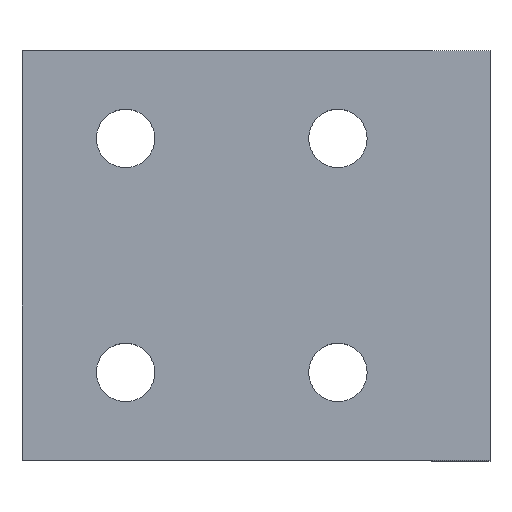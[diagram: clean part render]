
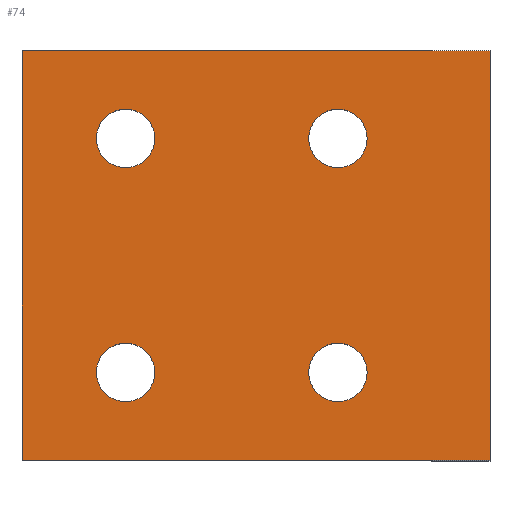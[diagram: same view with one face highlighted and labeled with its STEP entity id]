
A CAD part, top view. The second image highlights one B-rep face of the part: STEP entity #74.
In plain terms, the highlighted planar face has unit normal (0, 0, 1).
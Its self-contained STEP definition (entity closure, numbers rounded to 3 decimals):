
#4 = DIRECTION ( 'NONE',  ( 0., 0., -1. ) ) ;
#13 = CIRCLE ( 'NONE', #307, 2.5 ) ;
#23 = VERTEX_POINT ( 'NONE', #293 ) ;
#26 = ORIENTED_EDGE ( 'NONE', *, *, #1076, .F. ) ;
#39 = ORIENTED_EDGE ( 'NONE', *, *, #843, .T. ) ;
#61 = VERTEX_POINT ( 'NONE', #311 ) ;
#66 = EDGE_CURVE ( 'NONE', #990, #61, #481, .T. ) ;
#68 = VERTEX_POINT ( 'NONE', #549 ) ;
#71 = EDGE_LOOP ( 'NONE', ( #211, #929 ) ) ;
#74 = ADVANCED_FACE ( 'NONE', ( #651, #209, #635, #1113, #260 ), #516, .F. ) ;
#80 = VERTEX_POINT ( 'NONE', #1013 ) ;
#90 = EDGE_CURVE ( 'NONE', #80, #992, #654, .T. ) ;
#91 = CARTESIAN_POINT ( 'NONE',  ( 8.851, 7.5, 0. ) ) ;
#117 = DIRECTION ( 'NONE',  ( 0., 0., -1. ) ) ;
#125 = EDGE_CURVE ( 'NONE', #473, #541, #913, .T. ) ;
#126 = CARTESIAN_POINT ( 'NONE',  ( 8.851, 27.5, 0. ) ) ;
#160 = DIRECTION ( 'NONE',  ( 0., 0., -1. ) ) ;
#193 = VERTEX_POINT ( 'NONE', #1005 ) ;
#194 = EDGE_LOOP ( 'NONE', ( #332, #520, #26, #828 ) ) ;
#198 = DIRECTION ( 'NONE',  ( -1., 0., 0. ) ) ;
#207 = CARTESIAN_POINT ( 'NONE',  ( 24.5, 7.5, 0. ) ) ;
#209 = FACE_BOUND ( 'NONE', #71, .T. ) ;
#211 = ORIENTED_EDGE ( 'NONE', *, *, #125, .T. ) ;
#219 = EDGE_LOOP ( 'NONE', ( #718, #664 ) ) ;
#247 = AXIS2_PLACEMENT_3D ( 'NONE', #126, #117, #1066 ) ;
#249 = DIRECTION ( 'NONE',  ( 0., 0., -1. ) ) ;
#257 = CARTESIAN_POINT ( 'NONE',  ( 27., 7.5, 0. ) ) ;
#258 = LINE ( 'NONE', #873, #835 ) ;
#260 = FACE_OUTER_BOUND ( 'NONE', #194, .T. ) ;
#293 = CARTESIAN_POINT ( 'NONE',  ( 11.351, 27.5, 0. ) ) ;
#307 = AXIS2_PLACEMENT_3D ( 'NONE', #363, #160, #524 ) ;
#311 = CARTESIAN_POINT ( 'NONE',  ( 0., 0., 0. ) ) ;
#322 = AXIS2_PLACEMENT_3D ( 'NONE', #1031, #249, #342 ) ;
#326 = EDGE_LOOP ( 'NONE', ( #39, #860 ) ) ;
#332 = ORIENTED_EDGE ( 'NONE', *, *, #1095, .T. ) ;
#342 = DIRECTION ( 'NONE',  ( -1., 0., 0. ) ) ;
#356 = LINE ( 'NONE', #1055, #675 ) ;
#363 = CARTESIAN_POINT ( 'NONE',  ( 8.851, 27.5, 0. ) ) ;
#403 = CARTESIAN_POINT ( 'NONE',  ( 40., 35., 0. ) ) ;
#414 = CARTESIAN_POINT ( 'NONE',  ( 27., 27.5, 0. ) ) ;
#428 = CIRCLE ( 'NONE', #322, 2.5 ) ;
#432 = CARTESIAN_POINT ( 'NONE',  ( 24.5, 27.5, 0. ) ) ;
#433 = DIRECTION ( 'NONE',  ( 1., 0., 0. ) ) ;
#434 = VERTEX_POINT ( 'NONE', #616 ) ;
#441 = DIRECTION ( 'NONE',  ( 0., 0., -1. ) ) ;
#449 = ORIENTED_EDGE ( 'NONE', *, *, #725, .T. ) ;
#455 = CIRCLE ( 'NONE', #1120, 2.5 ) ;
#467 = AXIS2_PLACEMENT_3D ( 'NONE', #529, #1020, #638 ) ;
#473 = VERTEX_POINT ( 'NONE', #207 ) ;
#481 = LINE ( 'NONE', #994, #768 ) ;
#486 = AXIS2_PLACEMENT_3D ( 'NONE', #414, #1122, #198 ) ;
#516 = PLANE ( 'NONE',  #467 ) ;
#518 = CARTESIAN_POINT ( 'NONE',  ( 8.851, 7.5, 0. ) ) ;
#520 = ORIENTED_EDGE ( 'NONE', *, *, #90, .F. ) ;
#524 = DIRECTION ( 'NONE',  ( -1., 0., 0. ) ) ;
#529 = CARTESIAN_POINT ( 'NONE',  ( 40., 35., 0. ) ) ;
#541 = VERTEX_POINT ( 'NONE', #997 ) ;
#549 = CARTESIAN_POINT ( 'NONE',  ( 6.351, 7.5, 0. ) ) ;
#568 = CIRCLE ( 'NONE', #247, 2.5 ) ;
#589 = VECTOR ( 'NONE', #755, 1000. ) ;
#594 = VERTEX_POINT ( 'NONE', #974 ) ;
#614 = CARTESIAN_POINT ( 'NONE',  ( 0., 35., 0. ) ) ;
#616 = CARTESIAN_POINT ( 'NONE',  ( 6.351, 27.5, 0. ) ) ;
#635 = FACE_BOUND ( 'NONE', #326, .T. ) ;
#636 = EDGE_CURVE ( 'NONE', #541, #473, #1053, .T. ) ;
#638 = DIRECTION ( 'NONE',  ( -1., 0., 0. ) ) ;
#651 = FACE_BOUND ( 'NONE', #760, .T. ) ;
#654 = LINE ( 'NONE', #403, #589 ) ;
#664 = ORIENTED_EDGE ( 'NONE', *, *, #1102, .T. ) ;
#670 = AXIS2_PLACEMENT_3D ( 'NONE', #930, #1010, #831 ) ;
#675 = VECTOR ( 'NONE', #696, 1000. ) ;
#685 = DIRECTION ( 'NONE',  ( -1., 0., 0. ) ) ;
#696 = DIRECTION ( 'NONE',  ( 1., 0., 0. ) ) ;
#718 = ORIENTED_EDGE ( 'NONE', *, *, #827, .T. ) ;
#722 = AXIS2_PLACEMENT_3D ( 'NONE', #257, #441, #685 ) ;
#725 = EDGE_CURVE ( 'NONE', #23, #434, #568, .T. ) ;
#755 = DIRECTION ( 'NONE',  ( 0., -1., 0. ) ) ;
#760 = EDGE_LOOP ( 'NONE', ( #937, #449 ) ) ;
#768 = VECTOR ( 'NONE', #832, 1000. ) ;
#769 = DIRECTION ( 'NONE',  ( 0., 0., -1. ) ) ;
#774 = EDGE_CURVE ( 'NONE', #434, #23, #13, .T. ) ;
#778 = DIRECTION ( 'NONE',  ( -1., 0., 0. ) ) ;
#827 = EDGE_CURVE ( 'NONE', #928, #193, #428, .T. ) ;
#828 = ORIENTED_EDGE ( 'NONE', *, *, #66, .T. ) ;
#831 = DIRECTION ( 'NONE',  ( -1., 0., 0. ) ) ;
#832 = DIRECTION ( 'NONE',  ( 0., -1., 0. ) ) ;
#835 = VECTOR ( 'NONE', #433, 1000. ) ;
#843 = EDGE_CURVE ( 'NONE', #68, #594, #1002, .T. ) ;
#857 = DIRECTION ( 'NONE',  ( -1., 0., 0. ) ) ;
#860 = ORIENTED_EDGE ( 'NONE', *, *, #887, .T. ) ;
#873 = CARTESIAN_POINT ( 'NONE',  ( 40., 35., 0. ) ) ;
#887 = EDGE_CURVE ( 'NONE', #594, #68, #455, .T. ) ;
#891 = CARTESIAN_POINT ( 'NONE',  ( 40., 0., 0. ) ) ;
#913 = CIRCLE ( 'NONE', #670, 2.5 ) ;
#928 = VERTEX_POINT ( 'NONE', #432 ) ;
#929 = ORIENTED_EDGE ( 'NONE', *, *, #636, .T. ) ;
#930 = CARTESIAN_POINT ( 'NONE',  ( 27., 7.5, 0. ) ) ;
#937 = ORIENTED_EDGE ( 'NONE', *, *, #774, .T. ) ;
#947 = AXIS2_PLACEMENT_3D ( 'NONE', #518, #769, #857 ) ;
#974 = CARTESIAN_POINT ( 'NONE',  ( 11.351, 7.5, 0. ) ) ;
#982 = CIRCLE ( 'NONE', #486, 2.5 ) ;
#990 = VERTEX_POINT ( 'NONE', #614 ) ;
#992 = VERTEX_POINT ( 'NONE', #891 ) ;
#994 = CARTESIAN_POINT ( 'NONE',  ( 0., 35., 0. ) ) ;
#997 = CARTESIAN_POINT ( 'NONE',  ( 29.5, 7.5, 0. ) ) ;
#1002 = CIRCLE ( 'NONE', #947, 2.5 ) ;
#1005 = CARTESIAN_POINT ( 'NONE',  ( 29.5, 27.5, 0. ) ) ;
#1010 = DIRECTION ( 'NONE',  ( 0., 0., -1. ) ) ;
#1013 = CARTESIAN_POINT ( 'NONE',  ( 40., 35., 0. ) ) ;
#1020 = DIRECTION ( 'NONE',  ( 0., 0., -1. ) ) ;
#1031 = CARTESIAN_POINT ( 'NONE',  ( 27., 27.5, 0. ) ) ;
#1053 = CIRCLE ( 'NONE', #722, 2.5 ) ;
#1055 = CARTESIAN_POINT ( 'NONE',  ( 40., 0., 0. ) ) ;
#1066 = DIRECTION ( 'NONE',  ( -1., 0., 0. ) ) ;
#1076 = EDGE_CURVE ( 'NONE', #990, #80, #258, .T. ) ;
#1095 = EDGE_CURVE ( 'NONE', #61, #992, #356, .T. ) ;
#1102 = EDGE_CURVE ( 'NONE', #193, #928, #982, .T. ) ;
#1113 = FACE_BOUND ( 'NONE', #219, .T. ) ;
#1120 = AXIS2_PLACEMENT_3D ( 'NONE', #91, #4, #778 ) ;
#1122 = DIRECTION ( 'NONE',  ( 0., 0., -1. ) ) ;
